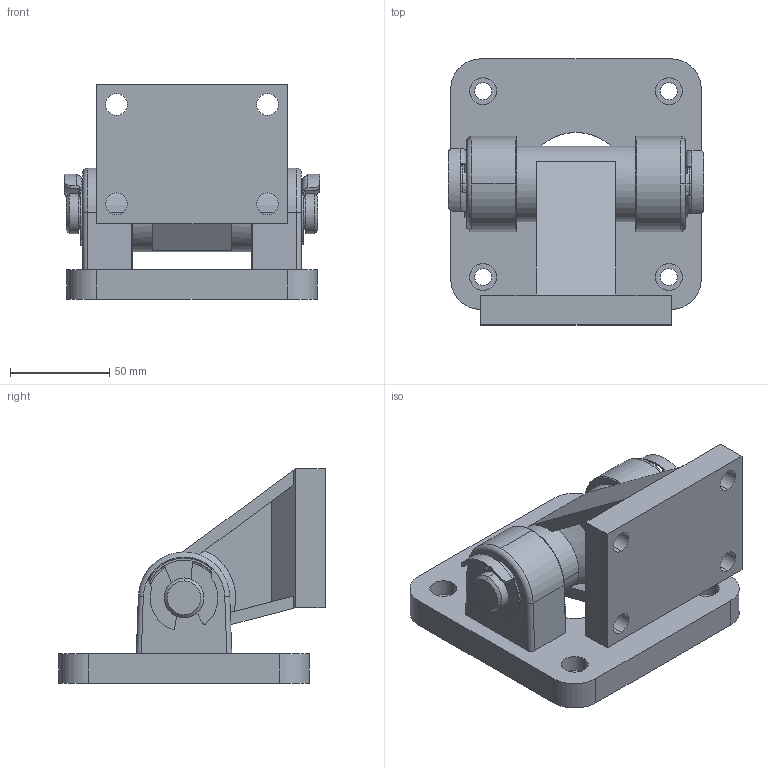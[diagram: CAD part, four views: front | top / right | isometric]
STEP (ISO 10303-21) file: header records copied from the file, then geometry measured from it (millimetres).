
FILE_DESCRIPTION (( 'STEP AP214' ), '1' );
FILE_NAME ('100 EYB.STEP', '2013-12-12T13:27:20', ( '' ), ( '' ), 'SwSTEP 2.0', 'SolidWorks 2010', '' );
FILE_SCHEMA (( 'AUTOMOTIVE_DESIGN' ));
Length unit declared in the file: millimetre
Products named in the file (5): 100  EYB; 100 KLÝPS; 100  EB ; 100  EB  P軲輄Varsay齦an; ÇAP 100  YER BAÐ. (CFM)
Assembly tree (5 placements, depth 2):
  100  EYB
    ÇAP 100  YER BAÐ. (CFM)
    100 KLÝPS  x2
    100  EB 
    100  EB  P軲輄Varsay齦an
Bounding box: 128.5 x 134 x 108 mm (x, y, z)
Volume: 545350.7 mm3; surface area: 105240.7 mm2
Topology: 5 solids, 5 shells, 193 faces, 488 edges, 315 vertices
Faces by surface type: cylinder 99, plane 71, torus 14, cone 9
Entity records: 5153 total; most frequent: CARTESIAN_POINT 1050, DIRECTION 871, ORIENTED_EDGE 784, EDGE_CURVE 392, AXIS2_PLACEMENT_3D 342, VERTEX_POINT 253, EDGE_LOOP 191, LINE 187
